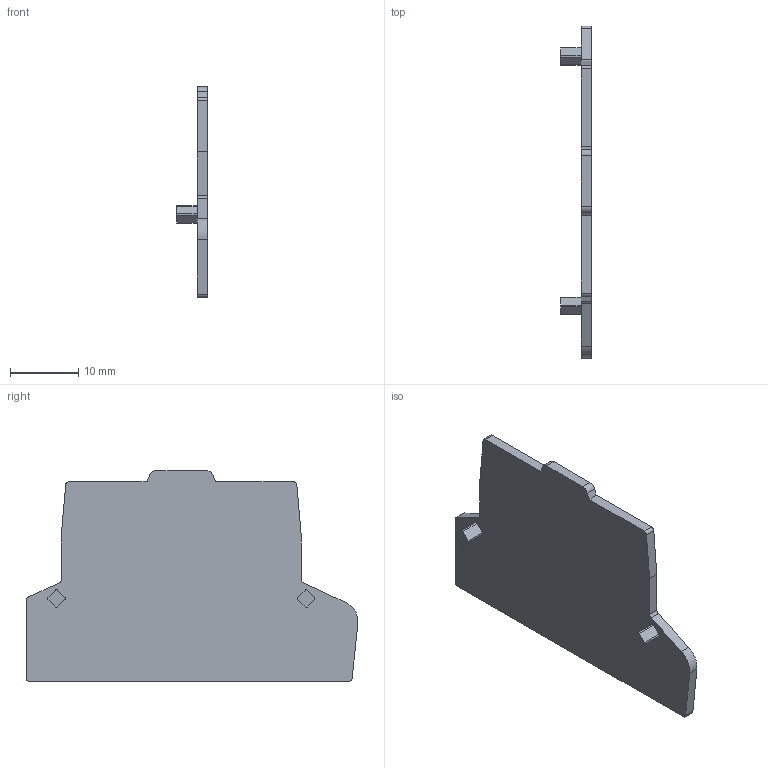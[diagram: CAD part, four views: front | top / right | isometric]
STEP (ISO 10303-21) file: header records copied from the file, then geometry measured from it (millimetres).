
FILE_DESCRIPTION(('CATIA V5R20 STEP214'),'2;1');
FILE_NAME ('6476029_2', '2014-10-30T10:18:05+00:00', ('Weidmueller Interface'), ('Weidmueller'), 'CATIA Version 5 Release 20 SP 5 (IN-10)', 'CATIA V5 STEP AP214', 'none');
FILE_SCHEMA(('AUTOMOTIVE_DESIGN { 1 0 10303 214 1 1 1 1 }'));
Length unit declared in the file: millimetre
Products named in the file (1): 1933790000_ZAP_TW_ZDU_ZPE_2-5N
Bounding box: 4.5 x 48.55 x 30.8 mm (x, y, z)
Volume: 1827.2 mm3; surface area: 2674.2 mm2
Topology: 1 solids, 1 shells, 44 faces, 120 edges, 80 vertices
Faces by surface type: plane 26, cylinder 18
Entity records: 1685 total; most frequent: CARTESIAN_POINT 243, ORIENTED_EDGE 240, DIRECTION 204, EDGE_CURVE 120, VECTOR 84, LINE 84, VERTEX_POINT 80, AXIS2_PLACEMENT_3D 79
